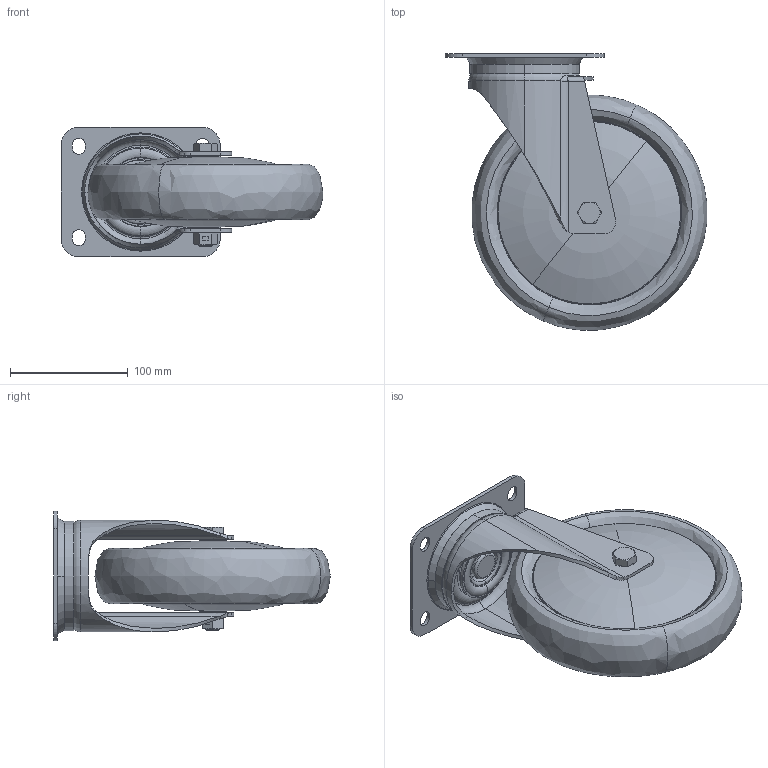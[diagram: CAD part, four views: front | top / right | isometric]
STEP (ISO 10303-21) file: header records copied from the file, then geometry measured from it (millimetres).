
FILE_DESCRIPTION (( 'STEP AP214' ), '1' );
FILE_NAME ('0056193.step', '2023-11-07T09:42:59', ( '' ), ( '' ), 'SwSTEP 2.0', 'SolidWorks 2020', '' );
FILE_SCHEMA (( 'AUTOMOTIVE_DESIGN' ));
Length unit declared in the file: millimetre
Products named in the file (1): 0056193
Bounding box: 222.21 x 234.96 x 110 mm (x, y, z)
Volume: 988116.5 mm3; surface area: 382828.4 mm2
Topology: 22 solids, 22 shells, 527 faces, 1165 edges, 681 vertices
Faces by surface type: torus 160, plane 103, cone 100, cylinder 98, bspline 42, sphere 24
Entity records: 23758 total; most frequent: CARTESIAN_POINT 6194, DIRECTION 2669, ORIENTED_EDGE 2234, AXIS2_PLACEMENT_3D 1189, EDGE_CURVE 1117, CIRCLE 703, VERTEX_POINT 657, EDGE_LOOP 586
